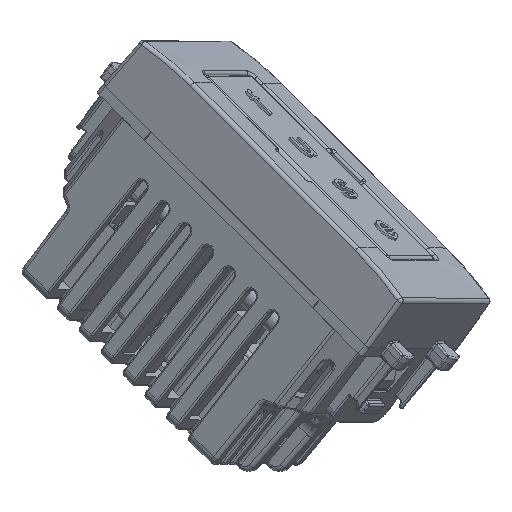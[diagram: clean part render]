
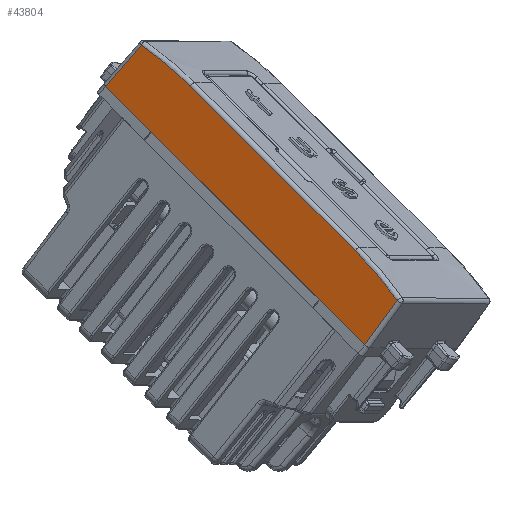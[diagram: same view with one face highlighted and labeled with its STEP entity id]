
A CAD part, isometric view. The second image highlights one B-rep face of the part: STEP entity #43804.
In plain terms, the highlighted face is planar.
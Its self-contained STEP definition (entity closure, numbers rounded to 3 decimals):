
#43192=CARTESIAN_POINT('Vertex',(21.669,-11.119,7.707)) ;
#43195=CARTESIAN_POINT('Line Origine',(22.216,-11.228,-4.831)) ;
#43199=CARTESIAN_POINT('Vertex',(21.95,-11.175,1.275)) ;
#43741=CARTESIAN_POINT('Axis2P3D Location',(11.225,-11.175,1.275)) ;
#43746=CARTESIAN_POINT('Line Origine',(11.225,-11.175,1.275)) ;
#43750=CARTESIAN_POINT('Vertex',(-21.95,-11.175,1.275)) ;
#43752=CARTESIAN_POINT('Vertex',(-14.3,-11.175,1.275)) ;
#43755=CARTESIAN_POINT('Line Origine',(11.225,-11.175,1.275)) ;
#43759=CARTESIAN_POINT('Vertex',(14.3,-11.175,1.275)) ;
#43762=CARTESIAN_POINT('Line Origine',(11.225,-11.175,1.275)) ;
#43768=CARTESIAN_POINT('Control Point',(13.965,-11.113,8.379)) ;
#43769=CARTESIAN_POINT('Control Point',(16.546,-11.113,8.379)) ;
#43770=CARTESIAN_POINT('Control Point',(19.127,-11.115,8.154)) ;
#43771=CARTESIAN_POINT('Control Point',(21.669,-11.119,7.707)) ;
#43772=CARTESIAN_POINT('Vertex',(13.965,-11.113,8.379)) ;
#43775=CARTESIAN_POINT('Line Origine',(11.225,-11.113,8.379)) ;
#43779=CARTESIAN_POINT('Vertex',(-13.965,-11.113,8.379)) ;
#43783=CARTESIAN_POINT('Control Point',(-13.965,-11.113,8.379)) ;
#43784=CARTESIAN_POINT('Control Point',(-16.546,-11.113,8.379)) ;
#43785=CARTESIAN_POINT('Control Point',(-19.127,-11.115,8.154)) ;
#43786=CARTESIAN_POINT('Control Point',(-21.669,-11.119,7.707)) ;
#43787=CARTESIAN_POINT('Vertex',(-21.669,-11.119,7.707)) ;
#43791=CARTESIAN_POINT('Control Point',(-21.669,-11.119,7.707)) ;
#43792=CARTESIAN_POINT('Control Point',(-21.95,-11.175,1.275)) ;
#43196=DIRECTION('Vector Direction',(0.044,-0.009,-0.999)) ;
#43742=DIRECTION('Axis2P3D Direction',(0.,1.,-0.009)) ;
#43743=DIRECTION('Axis2P3D XDirection',(1.,0.,0.)) ;
#43747=DIRECTION('Vector Direction',(1.,0.,0.)) ;
#43756=DIRECTION('Vector Direction',(1.,0.,0.)) ;
#43763=DIRECTION('Vector Direction',(1.,0.,0.)) ;
#43776=DIRECTION('Vector Direction',(1.,0.,0.)) ;
#43744=AXIS2_PLACEMENT_3D('Plane Axis2P3D',#43741,#43742,#43743) ;
#43795=ORIENTED_EDGE('',*,*,#43754,.T.) ;
#43796=ORIENTED_EDGE('',*,*,#43761,.T.) ;
#43797=ORIENTED_EDGE('',*,*,#43766,.F.) ;
#43798=ORIENTED_EDGE('',*,*,#43201,.F.) ;
#43799=ORIENTED_EDGE('',*,*,#43774,.F.) ;
#43800=ORIENTED_EDGE('',*,*,#43781,.T.) ;
#43801=ORIENTED_EDGE('',*,*,#43789,.T.) ;
#43802=ORIENTED_EDGE('',*,*,#43793,.T.) ;
#43197=VECTOR('Line Direction',#43196,1.) ;
#43748=VECTOR('Line Direction',#43747,1.) ;
#43757=VECTOR('Line Direction',#43756,1.) ;
#43764=VECTOR('Line Direction',#43763,1.) ;
#43777=VECTOR('Line Direction',#43776,1.) ;
#43804=ADVANCED_FACE('mostrina',(#43803),#43745,.F.) ;
#43767=B_SPLINE_CURVE_WITH_KNOTS('',3,(#43768,#43769,#43770,#43771),.UNSPECIFIED.,.F.,.U.,(4,4),(26.908,37.92),.UNSPECIFIED.) ;
#43782=B_SPLINE_CURVE_WITH_KNOTS('',3,(#43783,#43784,#43785,#43786),.UNSPECIFIED.,.F.,.U.,(4,4),(26.908,37.92),.UNSPECIFIED.) ;
#43790=B_SPLINE_CURVE_WITH_KNOTS('',1,(#43791,#43792),.UNSPECIFIED.,.F.,.U.,(2,2),(-12.551,-6.112),.UNSPECIFIED.) ;
#43201=EDGE_CURVE('',#43193,#43200,#43198,.T.) ;
#43754=EDGE_CURVE('',#43751,#43753,#43749,.T.) ;
#43761=EDGE_CURVE('',#43753,#43760,#43758,.T.) ;
#43766=EDGE_CURVE('',#43200,#43760,#43765,.F.) ;
#43774=EDGE_CURVE('',#43773,#43193,#43767,.T.) ;
#43781=EDGE_CURVE('',#43773,#43780,#43778,.F.) ;
#43789=EDGE_CURVE('',#43780,#43788,#43782,.T.) ;
#43793=EDGE_CURVE('',#43788,#43751,#43790,.T.) ;
#43794=EDGE_LOOP('',(#43795,#43796,#43797,#43798,#43799,#43800,#43801,#43802)) ;
#43803=FACE_OUTER_BOUND('',#43794,.T.) ;
#43198=LINE('Line',#43195,#43197) ;
#43749=LINE('Line',#43746,#43748) ;
#43758=LINE('Line',#43755,#43757) ;
#43765=LINE('Line',#43762,#43764) ;
#43778=LINE('Line',#43775,#43777) ;
#43745=PLANE('',#43744) ;
#43193=VERTEX_POINT('',#43192) ;
#43200=VERTEX_POINT('',#43199) ;
#43751=VERTEX_POINT('',#43750) ;
#43753=VERTEX_POINT('',#43752) ;
#43760=VERTEX_POINT('',#43759) ;
#43773=VERTEX_POINT('',#43772) ;
#43780=VERTEX_POINT('',#43779) ;
#43788=VERTEX_POINT('',#43787) ;
